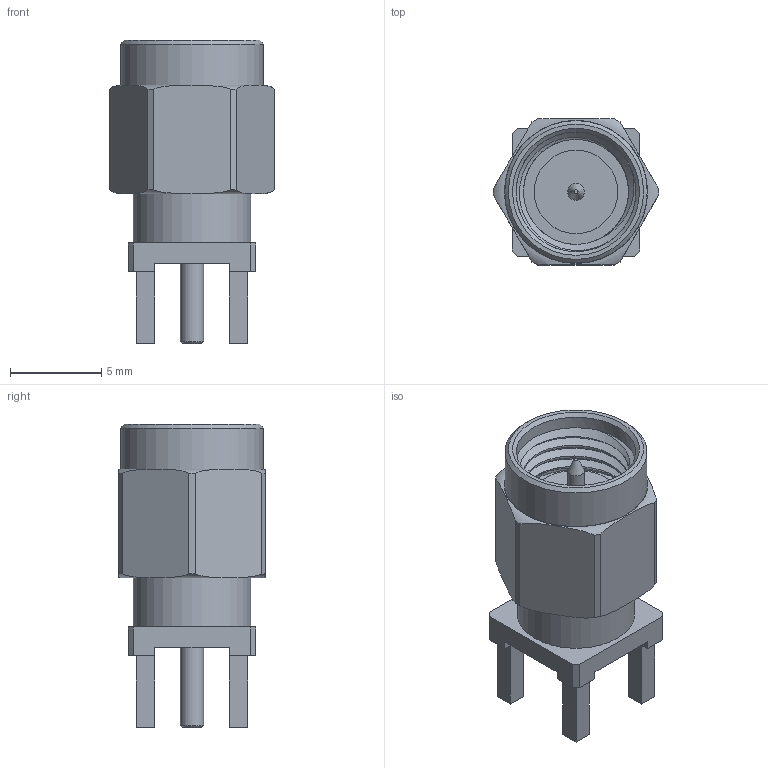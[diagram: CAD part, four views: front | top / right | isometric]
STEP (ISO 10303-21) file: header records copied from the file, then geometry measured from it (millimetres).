
FILE_DESCRIPTION(/* description */ ('Unknown'),/* implementation_level */ '2;1');
FILE_NAME(/* name */ '60314002124524',/* time_stamp */ '2018-09-19T16:29:58+02:00',/* author */ ('Unknown'),/* organization */ ('Unknown'),/* preprocessor_version */ 'ST-DEVELOPER v16.7',/* originating_system */ 'DEX',/* authorisation */ $);
FILE_SCHEMA (('AUTOMOTIVE_DESIGN {1 0 10303 214 3 1 1}'));
Length unit declared in the file: millimetre
Products named in the file (1): 60314002124524
Bounding box: 9.04 x 8 x 16.6 mm (x, y, z)
Volume: 460.5 mm3; surface area: 928.2 mm2
Topology: 1 solids, 2 shells, 102 faces, 253 edges, 167 vertices
Faces by surface type: plane 67, cylinder 21, cone 7, torus 5, bspline 2
Full cylindrical faces by diameter (mm): 0.92 x1, 1 x1, 1.27 x2, 1.6 x1, 3.62 x1, 4.56 x2, 4.75 x1, 6.42 x2, 6.5 x1, 6.55 x5, 7 x1, 7.8 x1
Entity records: 3972 total; most frequent: CARTESIAN_POINT 1124, DIRECTION 418, ORIENTED_EDGE 406, EDGE_CURVE 203, AXIS2_PLACEMENT_3D 149, VERTEX_POINT 147, EDGE_LOOP 142, FACE_BOUND 142
